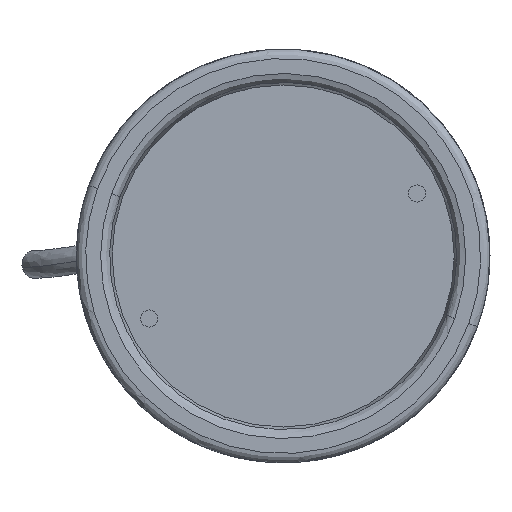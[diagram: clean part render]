
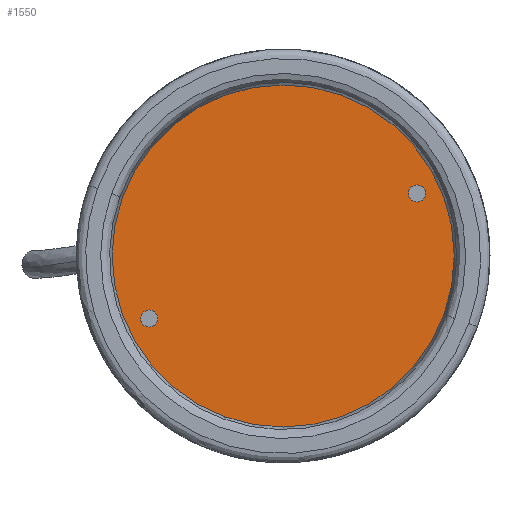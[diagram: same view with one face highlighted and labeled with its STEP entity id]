
A CAD part, front view. The second image highlights one B-rep face of the part: STEP entity #1550.
In plain terms, the highlighted planar face has unit normal (0, -1, 0).
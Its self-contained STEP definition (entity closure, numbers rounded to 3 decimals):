
#1407 = EDGE_CURVE ( 'NONE', #52654, #17234, #50465, .T. ) ;
#1550 = ADVANCED_FACE ( 'NONE', ( #25874, #21358, #26758 ), #22246, .F. ) ;
#1566 = CARTESIAN_POINT ( 'NONE',  ( 33.588, 5.2, 33.588 ) ) ;
#1985 = EDGE_LOOP ( 'NONE', ( #39562, #22933 ) ) ;
#2052 = CIRCLE ( 'NONE', #51129, 2.75 ) ;
#2893 = CIRCLE ( 'NONE', #23110, 55. ) ;
#3932 = VERTEX_POINT ( 'NONE', #43454 ) ;
#4326 = DIRECTION ( 'NONE',  ( 0., -1., 0. ) ) ;
#4480 = AXIS2_PLACEMENT_3D ( 'NONE', #58118, #16828, #35204 ) ;
#5071 = CARTESIAN_POINT ( 'NONE',  ( 36.338, 5.2, 33.588 ) ) ;
#7057 = DIRECTION ( 'NONE',  ( 0., -1., 0. ) ) ;
#7166 = CIRCLE ( 'NONE', #27359, 2.75 ) ;
#8792 = EDGE_CURVE ( 'NONE', #17234, #52654, #2052, .T. ) ;
#9955 = CIRCLE ( 'NONE', #33972, 55. ) ;
#10393 = CARTESIAN_POINT ( 'NONE',  ( -33.588, 5.2, -33.588 ) ) ;
#11186 = AXIS2_PLACEMENT_3D ( 'NONE', #46970, #56320, #23201 ) ;
#11294 = VERTEX_POINT ( 'NONE', #48667 ) ;
#11775 = CARTESIAN_POINT ( 'NONE',  ( 30.838, 5.2, 33.588 ) ) ;
#13276 = EDGE_CURVE ( 'NONE', #30049, #50396, #42897, .T. ) ;
#14867 = ORIENTED_EDGE ( 'NONE', *, *, #13276, .F. ) ;
#15997 = DIRECTION ( 'NONE',  ( 0., 0., -1. ) ) ;
#16507 = EDGE_CURVE ( 'NONE', #3932, #11294, #9955, .T. ) ;
#16545 = DIRECTION ( 'NONE',  ( 0., 0., -1. ) ) ;
#16828 = DIRECTION ( 'NONE',  ( 0., 1., 0. ) ) ;
#17234 = VERTEX_POINT ( 'NONE', #54925 ) ;
#19947 = DIRECTION ( 'NONE',  ( 1., 0., 0. ) ) ;
#21358 = FACE_BOUND ( 'NONE', #55598, .T. ) ;
#22246 = PLANE ( 'NONE',  #4480 ) ;
#22933 = ORIENTED_EDGE ( 'NONE', *, *, #16507, .T. ) ;
#23110 = AXIS2_PLACEMENT_3D ( 'NONE', #30099, #39445, #16545 ) ;
#23201 = DIRECTION ( 'NONE',  ( 1., 0., 0. ) ) ;
#25874 = FACE_BOUND ( 'NONE', #41171, .T. ) ;
#26758 = FACE_OUTER_BOUND ( 'NONE', #1985, .T. ) ;
#27043 = CARTESIAN_POINT ( 'NONE',  ( 0., 5.2, 0. ) ) ;
#27359 = AXIS2_PLACEMENT_3D ( 'NONE', #1566, #28675, #19947 ) ;
#28675 = DIRECTION ( 'NONE',  ( 0., -1., 0. ) ) ;
#28899 = EDGE_CURVE ( 'NONE', #50396, #30049, #7166, .T. ) ;
#30049 = VERTEX_POINT ( 'NONE', #11775 ) ;
#30099 = CARTESIAN_POINT ( 'NONE',  ( 0., 5.2, 0. ) ) ;
#33568 = DIRECTION ( 'NONE',  ( 1., 0., 0. ) ) ;
#33972 = AXIS2_PLACEMENT_3D ( 'NONE', #27043, #49949, #15997 ) ;
#35204 = DIRECTION ( 'NONE',  ( 0., 0., 1. ) ) ;
#36691 = ORIENTED_EDGE ( 'NONE', *, *, #1407, .F. ) ;
#36831 = DIRECTION ( 'NONE',  ( 1., 0., 0. ) ) ;
#37660 = EDGE_CURVE ( 'NONE', #11294, #3932, #2893, .T. ) ;
#39445 = DIRECTION ( 'NONE',  ( 0., -1., 0. ) ) ;
#39562 = ORIENTED_EDGE ( 'NONE', *, *, #37660, .T. ) ;
#39896 = AXIS2_PLACEMENT_3D ( 'NONE', #10393, #7057, #33568 ) ;
#41171 = EDGE_LOOP ( 'NONE', ( #57157, #14867 ) ) ;
#42897 = CIRCLE ( 'NONE', #11186, 2.75 ) ;
#43454 = CARTESIAN_POINT ( 'NONE',  ( 0., 5.2, 55. ) ) ;
#43657 = ORIENTED_EDGE ( 'NONE', *, *, #8792, .F. ) ;
#46970 = CARTESIAN_POINT ( 'NONE',  ( 33.588, 5.2, 33.588 ) ) ;
#48667 = CARTESIAN_POINT ( 'NONE',  ( 0., 5.2, -55. ) ) ;
#49949 = DIRECTION ( 'NONE',  ( 0., -1., 0. ) ) ;
#50396 = VERTEX_POINT ( 'NONE', #5071 ) ;
#50465 = CIRCLE ( 'NONE', #39896, 2.75 ) ;
#51129 = AXIS2_PLACEMENT_3D ( 'NONE', #59469, #4326, #36831 ) ;
#52654 = VERTEX_POINT ( 'NONE', #55468 ) ;
#54925 = CARTESIAN_POINT ( 'NONE',  ( -36.338, 5.2, -33.588 ) ) ;
#55468 = CARTESIAN_POINT ( 'NONE',  ( -30.838, 5.2, -33.588 ) ) ;
#55598 = EDGE_LOOP ( 'NONE', ( #36691, #43657 ) ) ;
#56320 = DIRECTION ( 'NONE',  ( 0., -1., 0. ) ) ;
#57157 = ORIENTED_EDGE ( 'NONE', *, *, #28899, .F. ) ;
#58118 = CARTESIAN_POINT ( 'NONE',  ( -110., 5.2, -110. ) ) ;
#59469 = CARTESIAN_POINT ( 'NONE',  ( -33.588, 5.2, -33.588 ) ) ;
